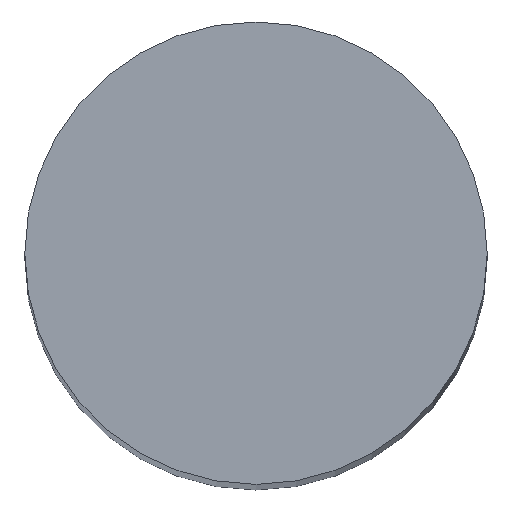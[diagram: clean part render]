
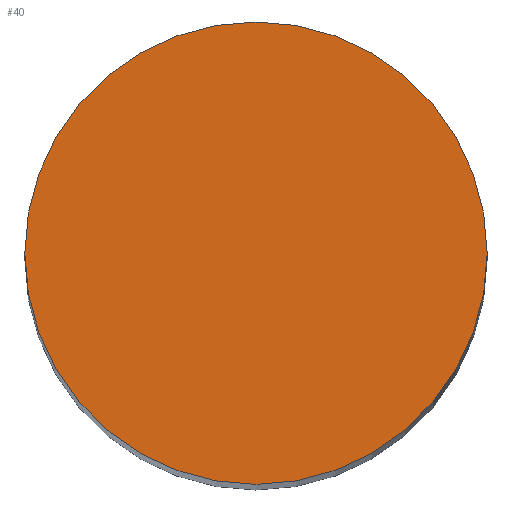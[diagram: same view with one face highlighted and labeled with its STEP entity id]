
A CAD part, top view. The second image highlights one B-rep face of the part: STEP entity #40.
In plain terms, the highlighted planar face has unit normal (0, 0, 1).
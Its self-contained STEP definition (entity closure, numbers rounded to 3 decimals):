
#19=FACE_OUTER_BOUND('',#22,.T.);
#22=EDGE_LOOP('',(#32));
#25=CIRCLE('',#59,5.);
#27=VERTEX_POINT('',#79);
#29=EDGE_CURVE('',#27,#27,#25,.T.);
#32=ORIENTED_EDGE('',*,*,#29,.T.);
#38=PLANE('',#58);
#40=ADVANCED_FACE('',(#19),#38,.T.);
#58=AXIS2_PLACEMENT_3D('',#78,#67,#68);
#59=AXIS2_PLACEMENT_3D('',#80,#69,#70);
#67=DIRECTION('center_axis',(0.,0.,1.));
#68=DIRECTION('ref_axis',(1.,0.,0.));
#69=DIRECTION('center_axis',(0.,0.,1.));
#70=DIRECTION('ref_axis',(1.,0.,0.));
#78=CARTESIAN_POINT('Origin',(100.,0.,85.));
#79=CARTESIAN_POINT('',(95.,0.,85.));
#80=CARTESIAN_POINT('Origin',(100.,0.,85.));
